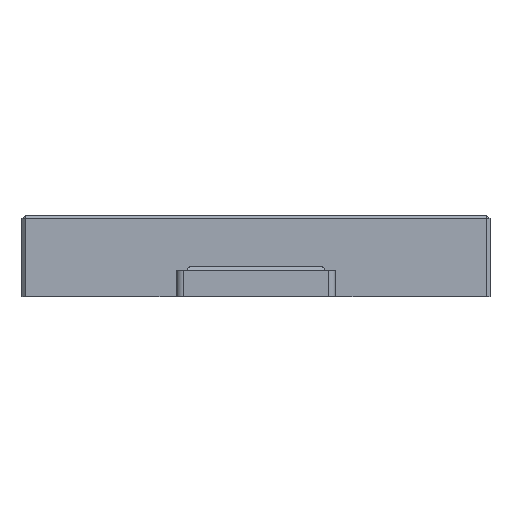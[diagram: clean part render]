
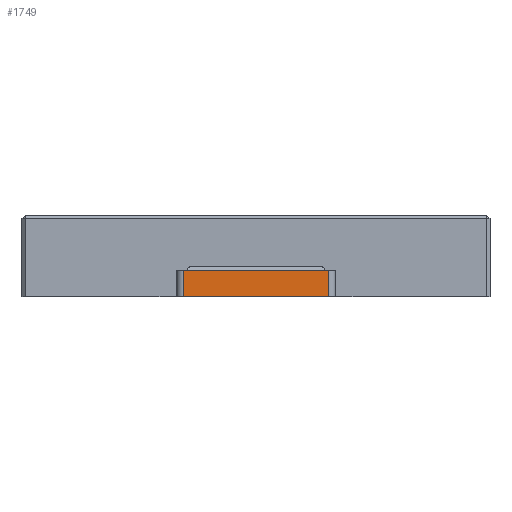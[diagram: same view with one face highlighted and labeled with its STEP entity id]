
A CAD part, left-side view. The second image highlights one B-rep face of the part: STEP entity #1749.
In plain terms, the highlighted planar face has unit normal (-1, 0, 0).
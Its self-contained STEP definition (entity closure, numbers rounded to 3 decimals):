
#151 = PLANE('',#152);
#152 = AXIS2_PLACEMENT_3D('',#153,#154,#155);
#153 = CARTESIAN_POINT('',(0.,17.5,0.));
#154 = DIRECTION('',(0.,0.,1.));
#155 = DIRECTION('',(1.,0.,0.));
#312 = PLANE('',#313);
#313 = AXIS2_PLACEMENT_3D('',#314,#315,#316);
#314 = CARTESIAN_POINT('',(2.,17.5,2.));
#315 = DIRECTION('',(-0.,0.,-1.));
#316 = DIRECTION('',(-1.,0.,0.));
#340 = CYLINDRICAL_SURFACE('',#341,0.5);
#341 = AXIS2_PLACEMENT_3D('',#342,#343,#344);
#342 = CARTESIAN_POINT('',(0.5,5.44,2.));
#343 = DIRECTION('',(0.,0.,-1.));
#344 = DIRECTION('',(-1.,-0.,-0.));
#1034 = VERTEX_POINT('',#1035);
#1035 = CARTESIAN_POINT('',(0.,5.44,
    0.));
#1061 = EDGE_CURVE('',#1034,#1062,#1064,.T.);
#1062 = VERTEX_POINT('',#1063);
#1063 = CARTESIAN_POINT('',(0.,-5.44,
    0.));
#1064 = SURFACE_CURVE('',#1065,(#1069,#1076),.PCURVE_S1.);
#1065 = LINE('',#1066,#1067);
#1066 = CARTESIAN_POINT('',(0.,17.5,0.));
#1067 = VECTOR('',#1068,1.);
#1068 = DIRECTION('',(0.,-1.,0.));
#1069 = PCURVE('',#151,#1070);
#1070 = DEFINITIONAL_REPRESENTATION('',(#1071),#1075);
#1071 = LINE('',#1072,#1073);
#1072 = CARTESIAN_POINT('',(0.,0.));
#1073 = VECTOR('',#1074,1.);
#1074 = DIRECTION('',(0.,-1.));
#1075 = ( GEOMETRIC_REPRESENTATION_CONTEXT(2) 
PARAMETRIC_REPRESENTATION_CONTEXT() REPRESENTATION_CONTEXT('2D SPACE',''
  ) );
#1076 = PCURVE('',#1077,#1082);
#1077 = PLANE('',#1078);
#1078 = AXIS2_PLACEMENT_3D('',#1079,#1080,#1081);
#1079 = CARTESIAN_POINT('',(0.,17.5,2.));
#1080 = DIRECTION('',(1.,0.,0.));
#1081 = DIRECTION('',(0.,0.,-1.));
#1082 = DEFINITIONAL_REPRESENTATION('',(#1083),#1087);
#1083 = LINE('',#1084,#1085);
#1084 = CARTESIAN_POINT('',(2.,0.));
#1085 = VECTOR('',#1086,1.);
#1086 = DIRECTION('',(0.,-1.));
#1087 = ( GEOMETRIC_REPRESENTATION_CONTEXT(2) 
PARAMETRIC_REPRESENTATION_CONTEXT() REPRESENTATION_CONTEXT('2D SPACE',''
  ) );
#1110 = CYLINDRICAL_SURFACE('',#1111,0.5);
#1111 = AXIS2_PLACEMENT_3D('',#1112,#1113,#1114);
#1112 = CARTESIAN_POINT('',(0.5,-5.44,2.));
#1113 = DIRECTION('',(0.,0.,-1.));
#1114 = DIRECTION('',(0.574,-0.819,0.));
#1385 = VERTEX_POINT('',#1386);
#1386 = CARTESIAN_POINT('',(0.,-5.44,2.));
#1408 = EDGE_CURVE('',#1409,#1385,#1411,.T.);
#1409 = VERTEX_POINT('',#1410);
#1410 = CARTESIAN_POINT('',(0.,5.44,2.));
#1411 = SURFACE_CURVE('',#1412,(#1416,#1423),.PCURVE_S1.);
#1412 = LINE('',#1413,#1414);
#1413 = CARTESIAN_POINT('',(0.,17.5,2.));
#1414 = VECTOR('',#1415,1.);
#1415 = DIRECTION('',(0.,-1.,0.));
#1416 = PCURVE('',#312,#1417);
#1417 = DEFINITIONAL_REPRESENTATION('',(#1418),#1422);
#1418 = LINE('',#1419,#1420);
#1419 = CARTESIAN_POINT('',(2.,0.));
#1420 = VECTOR('',#1421,1.);
#1421 = DIRECTION('',(0.,-1.));
#1422 = ( GEOMETRIC_REPRESENTATION_CONTEXT(2) 
PARAMETRIC_REPRESENTATION_CONTEXT() REPRESENTATION_CONTEXT('2D SPACE',''
  ) );
#1423 = PCURVE('',#1077,#1424);
#1424 = DEFINITIONAL_REPRESENTATION('',(#1425),#1429);
#1425 = LINE('',#1426,#1427);
#1426 = CARTESIAN_POINT('',(0.,0.));
#1427 = VECTOR('',#1428,1.);
#1428 = DIRECTION('',(0.,-1.));
#1429 = ( GEOMETRIC_REPRESENTATION_CONTEXT(2) 
PARAMETRIC_REPRESENTATION_CONTEXT() REPRESENTATION_CONTEXT('2D SPACE',''
  ) );
#1459 = EDGE_CURVE('',#1409,#1034,#1460,.T.);
#1460 = SURFACE_CURVE('',#1461,(#1465,#1472),.PCURVE_S1.);
#1461 = LINE('',#1462,#1463);
#1462 = CARTESIAN_POINT('',(0.,5.44,2.));
#1463 = VECTOR('',#1464,1.);
#1464 = DIRECTION('',(0.,0.,-1.));
#1465 = PCURVE('',#340,#1466);
#1466 = DEFINITIONAL_REPRESENTATION('',(#1467),#1471);
#1467 = LINE('',#1468,#1469);
#1468 = CARTESIAN_POINT('',(0.,0.));
#1469 = VECTOR('',#1470,1.);
#1470 = DIRECTION('',(0.,1.));
#1471 = ( GEOMETRIC_REPRESENTATION_CONTEXT(2) 
PARAMETRIC_REPRESENTATION_CONTEXT() REPRESENTATION_CONTEXT('2D SPACE',''
  ) );
#1472 = PCURVE('',#1077,#1473);
#1473 = DEFINITIONAL_REPRESENTATION('',(#1474),#1478);
#1474 = LINE('',#1475,#1476);
#1475 = CARTESIAN_POINT('',(0.,-12.06));
#1476 = VECTOR('',#1477,1.);
#1477 = DIRECTION('',(1.,0.));
#1478 = ( GEOMETRIC_REPRESENTATION_CONTEXT(2) 
PARAMETRIC_REPRESENTATION_CONTEXT() REPRESENTATION_CONTEXT('2D SPACE',''
  ) );
#1678 = EDGE_CURVE('',#1385,#1062,#1679,.T.);
#1679 = SURFACE_CURVE('',#1680,(#1684,#1691),.PCURVE_S1.);
#1680 = LINE('',#1681,#1682);
#1681 = CARTESIAN_POINT('',(0.,-5.44,2.));
#1682 = VECTOR('',#1683,1.);
#1683 = DIRECTION('',(0.,0.,-1.));
#1684 = PCURVE('',#1110,#1685);
#1685 = DEFINITIONAL_REPRESENTATION('',(#1686),#1690);
#1686 = LINE('',#1687,#1688);
#1687 = CARTESIAN_POINT('',(2.182,0.));
#1688 = VECTOR('',#1689,1.);
#1689 = DIRECTION('',(0.,1.));
#1690 = ( GEOMETRIC_REPRESENTATION_CONTEXT(2) 
PARAMETRIC_REPRESENTATION_CONTEXT() REPRESENTATION_CONTEXT('2D SPACE',''
  ) );
#1691 = PCURVE('',#1077,#1692);
#1692 = DEFINITIONAL_REPRESENTATION('',(#1693),#1697);
#1693 = LINE('',#1694,#1695);
#1694 = CARTESIAN_POINT('',(0.,-22.94));
#1695 = VECTOR('',#1696,1.);
#1696 = DIRECTION('',(1.,0.));
#1697 = ( GEOMETRIC_REPRESENTATION_CONTEXT(2) 
PARAMETRIC_REPRESENTATION_CONTEXT() REPRESENTATION_CONTEXT('2D SPACE',''
  ) );
#1749 = ADVANCED_FACE('',(#1750),#1077,.F.);
#1750 = FACE_BOUND('',#1751,.F.);
#1751 = EDGE_LOOP('',(#1752,#1753,#1754,#1755));
#1752 = ORIENTED_EDGE('',*,*,#1061,.F.);
#1753 = ORIENTED_EDGE('',*,*,#1459,.F.);
#1754 = ORIENTED_EDGE('',*,*,#1408,.T.);
#1755 = ORIENTED_EDGE('',*,*,#1678,.T.);
